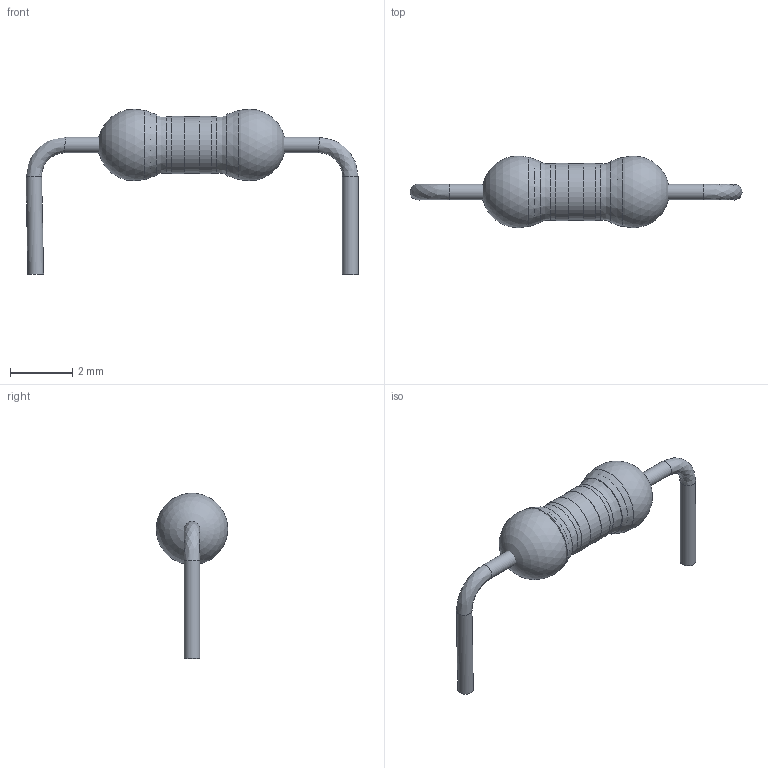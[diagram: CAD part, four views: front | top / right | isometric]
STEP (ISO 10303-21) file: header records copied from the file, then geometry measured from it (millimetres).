
FILE_DESCRIPTION(('FreeCAD Model'),'2;1');
FILE_NAME('res-1_4w-220ohm.step' ,'2015-07-06T11:07:34',('Author'),(''), 'Open CASCADE STEP processor 6.8','FreeCAD','Unknown');
FILE_SCHEMA(('AUTOMOTIVE_DESIGN_CC2 { 1 2 10303 214 -1 1 5 4 }'));
Length unit declared in the file: millimetre
Products named in the file (6): Clone_of_res-body; Clone_of_ring-1; Clone_of_ring-2; Clone_of_ring-4; Clone_of_Sweep; Clone_of_ring-3
Bounding box: 10.64 x 2.3 x 5.3 mm (x, y, z)
Volume: 21.4 mm3; surface area: 89.4 mm2
Topology: 6 solids, 6 shells, 28 faces, 54 edges, 28 vertices
Faces by surface type: revolution 8, cone 8, cylinder 5, extrusion 3, sphere 2, plane 2
Full cylindrical faces by diameter (mm): 1.733 x2, 1.8 x1, 1.833 x2
Entity records: 1537 total; most frequent: CARTESIAN_POINT 317, DIRECTION 208, ORIENTED_EDGE 104, PCURVE 104, DEFINITIONAL_REPRESENTATION 104, VECTOR 85, LINE 82, AXIS2_PLACEMENT_3D 57
